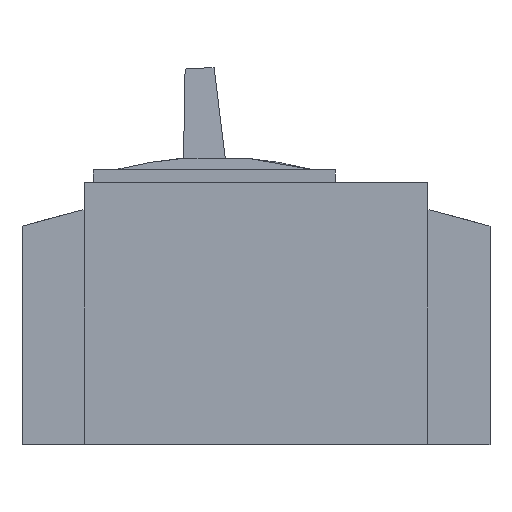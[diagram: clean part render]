
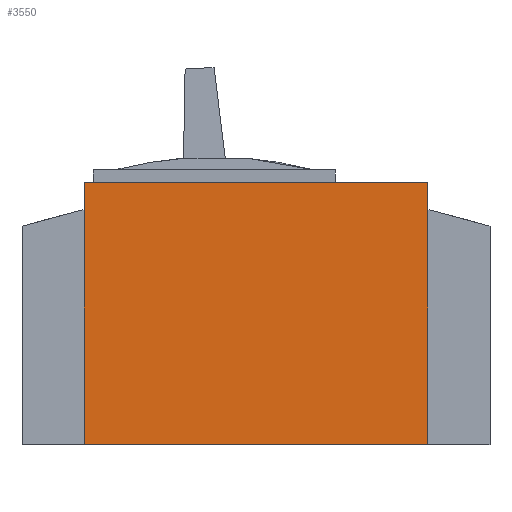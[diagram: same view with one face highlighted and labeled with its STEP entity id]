
A CAD part, left-side view. The second image highlights one B-rep face of the part: STEP entity #3550.
In plain terms, the highlighted planar face has unit normal (-1, 0, 0).
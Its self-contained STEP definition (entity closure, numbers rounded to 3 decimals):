
#73=PLANE('',#3787);
#252=LINE('',#4987,#710);
#253=LINE('',#4990,#711);
#254=LINE('',#4992,#712);
#255=LINE('',#4994,#713);
#710=VECTOR('',#4043,1000.);
#711=VECTOR('',#4044,1000.);
#712=VECTOR('',#4045,1000.);
#713=VECTOR('',#4046,1000.);
#1172=ORIENTED_EDGE('',*,*,#2172,.T.);
#1173=ORIENTED_EDGE('',*,*,#2173,.F.);
#1174=ORIENTED_EDGE('',*,*,#2174,.F.);
#1175=ORIENTED_EDGE('',*,*,#2175,.T.);
#2172=EDGE_CURVE('',#2672,#2673,#252,.T.);
#2173=EDGE_CURVE('',#2674,#2673,#253,.T.);
#2174=EDGE_CURVE('',#2675,#2674,#254,.T.);
#2175=EDGE_CURVE('',#2675,#2672,#255,.T.);
#2672=VERTEX_POINT('',#4988);
#2673=VERTEX_POINT('',#4989);
#2674=VERTEX_POINT('',#4991);
#2675=VERTEX_POINT('',#4993);
#3017=EDGE_LOOP('',(#1172,#1173,#1174,#1175));
#3273=FACE_BOUND('',#3017,.T.);
#3550=ADVANCED_FACE('',(#3273),#73,.F.);
#3787=AXIS2_PLACEMENT_3D('',#4986,#4041,#4042);
#4041=DIRECTION('',(1.,0.,0.));
#4042=DIRECTION('',(0.,0.,-1.));
#4043=DIRECTION('',(0.,-1.,0.));
#4044=DIRECTION('',(0.,0.,-1.));
#4045=DIRECTION('',(0.,-1.,0.));
#4046=DIRECTION('',(0.,0.,-1.));
#4986=CARTESIAN_POINT('',(0.,67.5,103.));
#4987=CARTESIAN_POINT('',(0.,67.5,0.));
#4988=CARTESIAN_POINT('',(0.,67.5,0.));
#4989=CARTESIAN_POINT('',(0.,-67.5,0.));
#4990=CARTESIAN_POINT('',(0.,-67.5,103.));
#4991=CARTESIAN_POINT('',(0.,-67.5,103.));
#4992=CARTESIAN_POINT('',(0.,67.5,103.));
#4993=CARTESIAN_POINT('',(0.,67.5,103.));
#4994=CARTESIAN_POINT('',(0.,67.5,103.));
